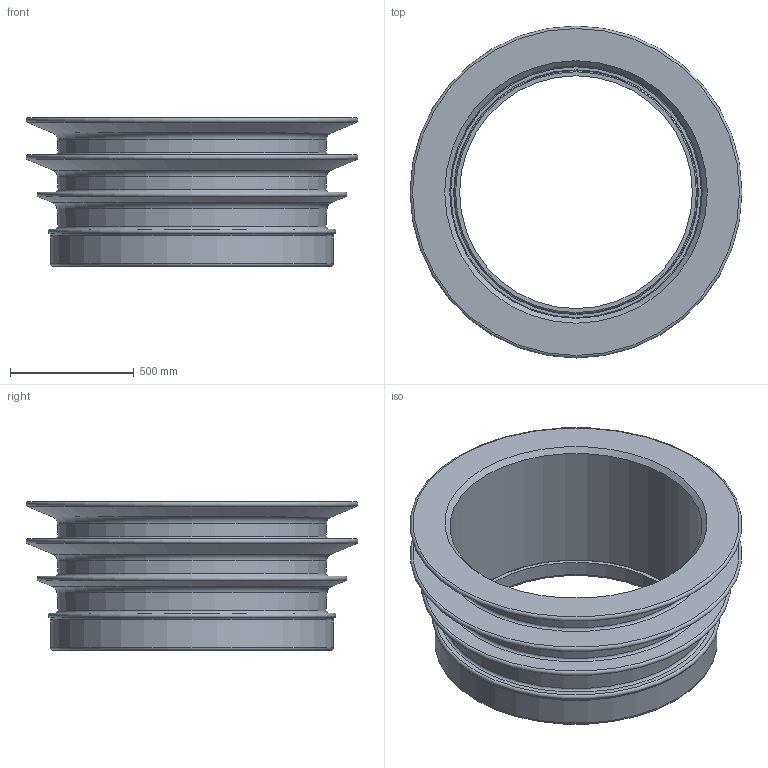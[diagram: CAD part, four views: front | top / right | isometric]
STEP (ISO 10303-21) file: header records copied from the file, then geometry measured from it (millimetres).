
FILE_DESCRIPTION(/* description */ (''),/* implementation_level */ '2;1');
FILE_NAME(/* name */ '00941.100X_3D.stp',/* time_stamp */ '2025-05-05T08:45:39+02:00',/* author */ ('N.Hausmann'),/* organization */ (''),/* preprocessor_version */ 'ST-DEVELOPER v20',/* originating_system */ 'AutoCAD Mechanical',/* authorisation */ '');
FILE_SCHEMA (('AUTOMOTIVE_DESIGN { 1 0 10303 214 3 1 1 }'));
Length unit declared in the file: centimetre
Products named in the file (2): Product; *S0
Assembly tree (1 placements, depth 2):
  Product
    *S0
Bounding box: 1339.99 x 1339.99 x 600 mm (x, y, z)
Volume: 136000868 mm3; surface area: 6961714.2 mm2
Topology: 1 solids, 1 shells, 1008 faces, 2721 edges, 1808 vertices
Faces by surface type: plane 565, bspline 416, torus 16, cone 7, cylinder 4
Full cylindrical faces by diameter (mm): 940 x1, 980 x1, 1020 x1, 1140 x1
Entity records: 33516 total; most frequent: CARTESIAN_POINT 10948, ORIENTED_EDGE 5442, DIRECTION 3131, EDGE_CURVE 2721, LINE 1837, VECTOR 1837, VERTEX_POINT 1808, EDGE_LOOP 1103
